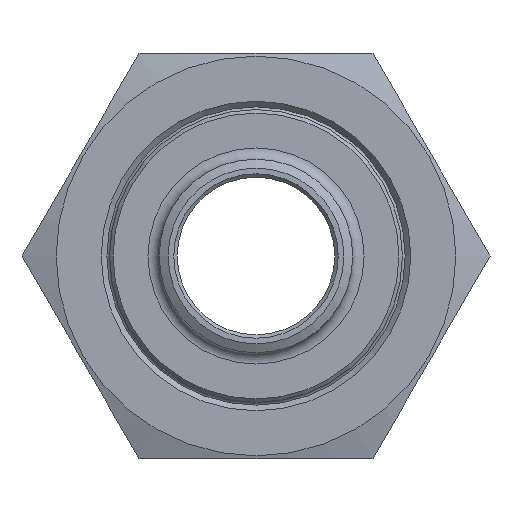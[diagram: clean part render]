
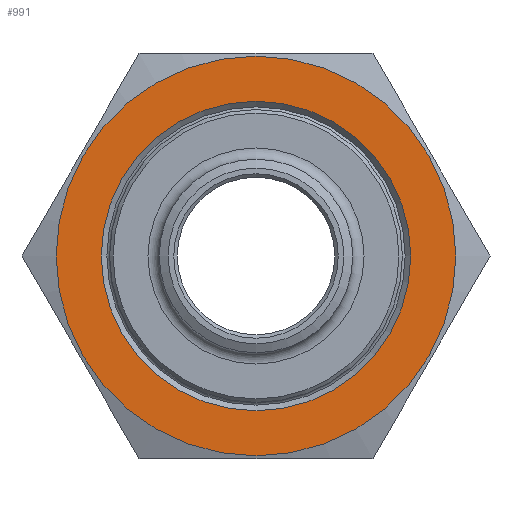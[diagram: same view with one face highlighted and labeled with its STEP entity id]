
A CAD part, left-side view. The second image highlights one B-rep face of the part: STEP entity #991.
In plain terms, the highlighted planar face has unit normal (-1, 0, 0).
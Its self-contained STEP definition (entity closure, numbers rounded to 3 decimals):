
#53=FACE_BOUND('',#177,.T.);
#81=PLANE('',#1138);
#110=FACE_OUTER_BOUND('',#176,.T.);
#176=EDGE_LOOP('',(#718));
#177=EDGE_LOOP('',(#719));
#344=CIRCLE('',#1121,17.75);
#349=CIRCLE('',#1133,13.75);
#437=VERTEX_POINT('',#1680);
#443=VERTEX_POINT('',#1711);
#533=EDGE_CURVE('',#437,#437,#344,.T.);
#546=EDGE_CURVE('',#443,#443,#349,.T.);
#718=ORIENTED_EDGE('',*,*,#533,.T.);
#719=ORIENTED_EDGE('',*,*,#546,.F.);
#991=ADVANCED_FACE('',(#110,#53),#81,.F.);
#1121=AXIS2_PLACEMENT_3D('',#1682,#1286,#1287);
#1133=AXIS2_PLACEMENT_3D('',#1712,#1316,#1317);
#1138=AXIS2_PLACEMENT_3D('',#1722,#1328,#1329);
#1286=DIRECTION('center_axis',(-1.,0.,0.));
#1287=DIRECTION('ref_axis',(0.,1.,0.));
#1316=DIRECTION('center_axis',(-1.,0.,0.));
#1317=DIRECTION('ref_axis',(0.,-1.,0.));
#1328=DIRECTION('center_axis',(1.,0.,0.));
#1329=DIRECTION('ref_axis',(0.,0.,-1.));
#1680=CARTESIAN_POINT('',(-7.75,-17.75,0.));
#1682=CARTESIAN_POINT('Origin',(-7.75,0.,0.));
#1711=CARTESIAN_POINT('',(-7.75,13.75,0.));
#1712=CARTESIAN_POINT('Origin',(-7.75,0.,0.));
#1722=CARTESIAN_POINT('Origin',(-7.75,0.,0.));
